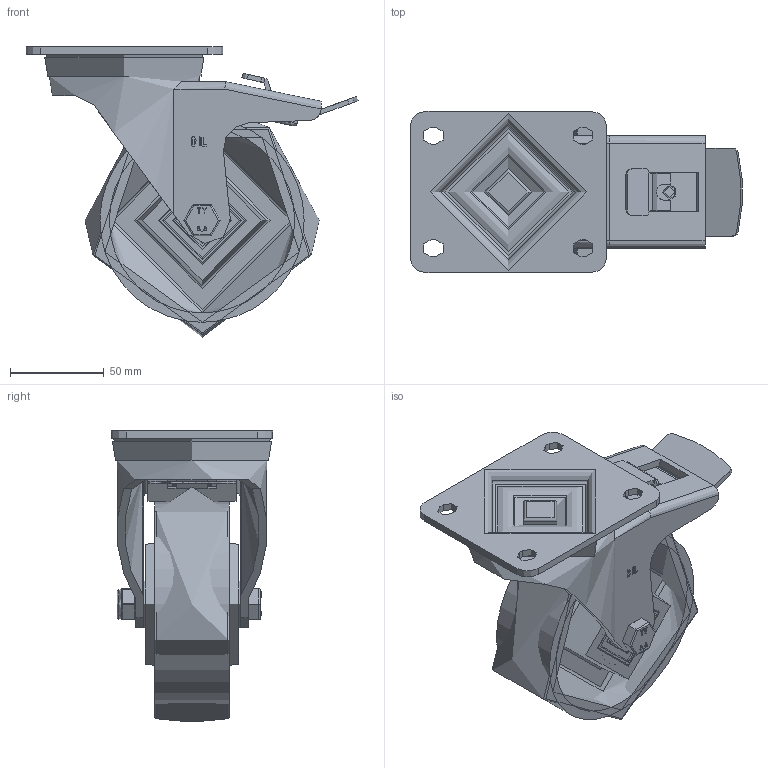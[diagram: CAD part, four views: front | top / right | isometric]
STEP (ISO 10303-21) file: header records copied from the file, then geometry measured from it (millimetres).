
FILE_DESCRIPTION(/* description */ (''),/* implementation_level */ '2;1');
FILE_NAME(/* name */ 'BZH125PTBJSWB.step',/* time_stamp */ '2025-06-12T10:18:39+01:00',/* author */ (''),/* organization */ (''),/* preprocessor_version */ 'ST-DEVELOPER v20.1',/* originating_system */ 'Autodesk Translation Framework v14.10.0.0',/* authorisation */ '');
FILE_SCHEMA (('AUTOMOTIVE_DESIGN { 1 0 10303 214 3 1 1 }'));
Length unit declared in the file: millimetre
Products named in the file (33): BZH125PTBJSWB; BZH125ASSWB - 52 v1; BZH125ASSWB v1 (1); ZINC PLATED, PRESSED STEEL TOP PLATE (1); ZINC PLATED, PRESSED STEEL FORKS (1); BEARING SEAL (1); BRAKE PEDAL (1); BRAKE PAD (1); BRAKE PAD Geometry (1); BRAKE BOLT (1); BZH125WPTBJM20 v1; POLYURETHANE TYRE; CAST IRON RIM; BEARING6204; BALL BEARINGS; BEARING6204 (1); BALL BEARINGS (1); Component3; INNER; OUTER; MIDDLE; RUBBER; BEARING SPACER; TH20X1X10 - 3 v1; ZINC PLATED HEADED SPACER; TH20X1X10 - 3 v1 (1); ZINC PLATED HEADED SPACER (1); HEXBOLTM10X70Z8.8 v2; GRADE 8.8 THREADED ZINC PLATED BOLT; NYLOCM10Z v1; NYLOC NUT; RUBBER (1); NUT
Assembly tree (51 placements, depth 5):
  BZH125PTBJSWB
    BZH125ASSWB - 52 v1
      BZH125ASSWB v1 (1)
        ZINC PLATED, PRESSED STEEL TOP PLATE (1)
        ZINC PLATED, PRESSED STEEL FORKS (1)
        BEARING SEAL (1)
        BRAKE PEDAL (1)
        BRAKE PAD (1)
          BRAKE PAD Geometry (1)
          BRAKE BOLT (1)
    BZH125WPTBJM20 v1
      POLYURETHANE TYRE
      CAST IRON RIM
      BEARING6204
        INNER
        OUTER
        BALL BEARINGS
          Component3  x8
        MIDDLE
        RUBBER
      BEARING6204 (1)
        BALL BEARINGS (1)
          Component3  x8
        INNER
        OUTER
        MIDDLE
        RUBBER
      BEARING SPACER
    TH20X1X10 - 3 v1
      ZINC PLATED HEADED SPACER
    TH20X1X10 - 3 v1 (1)
      ZINC PLATED HEADED SPACER (1)
    HEXBOLTM10X70Z8.8 v2
      GRADE 8.8 THREADED ZINC PLATED BOLT
    NYLOCM10Z v1
      NYLOC NUT
        RUBBER (1)
        NUT
Bounding box: 177.25 x 86 x 154.85 mm (x, y, z)
Volume: 503944.6 mm3; surface area: 221521.8 mm2
Topology: 40 solids, 40 shells, 1324 faces, 3421 edges, 2258 vertices
Faces by surface type: plane 624, bspline 343, cylinder 260, sphere 60, torus 28, cone 9
Full cylindrical faces by diameter (mm): 6 x2, 8.141 x18, 9.85 x19, 10 x3, 10.2 x2, 10.5 x2, 12 x2, 16 x2, 19.75 x2, 20 x4, 24 x1, 25 x4, 27 x2, 28.5 x8, 30.8 x4, 31 x1, 31.3 x4, 32 x1, 40.3 x4, 40.5 x4, 40.8 x4, 42 x10, 45 x1, 47 x4, 60 x1, 62 x1, 72 x1, 80 x1, 99 x2, 109 x2
Entity records: 37552 total; most frequent: CARTESIAN_POINT 14032, ORIENTED_EDGE 4916, DIRECTION 4254, EDGE_CURVE 2458, VERTEX_POINT 1620, AXIS2_PLACEMENT_3D 1461, LINE 1332, VECTOR 1332
